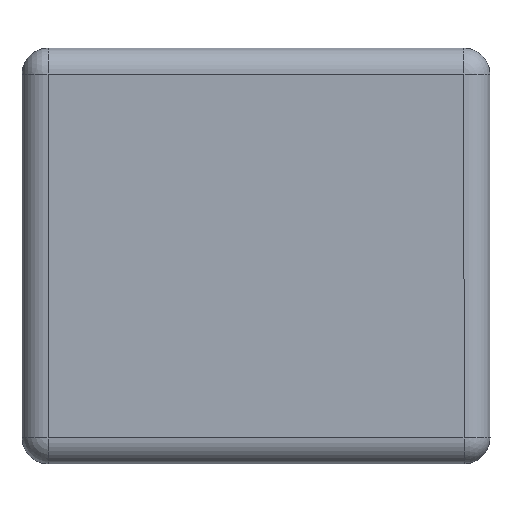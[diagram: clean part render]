
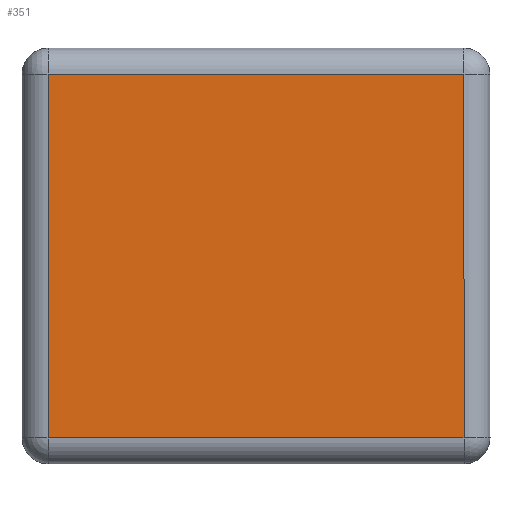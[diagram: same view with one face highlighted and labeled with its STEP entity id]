
A CAD part, left-side view. The second image highlights one B-rep face of the part: STEP entity #351.
In plain terms, the highlighted face is planar.
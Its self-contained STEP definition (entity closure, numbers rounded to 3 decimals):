
#43 = ORIENTED_EDGE ( 'NONE', *, *, #1561, .F. ) ;
#72 = ORIENTED_EDGE ( 'NONE', *, *, #136, .F. ) ;
#136 = EDGE_CURVE ( 'NONE', #2338, #2360, #751, .T. ) ;
#158 = ORIENTED_EDGE ( 'NONE', *, *, #2306, .F. ) ;
#261 = EDGE_CURVE ( 'NONE', #2360, #454, #2093, .T. ) ;
#341 = CARTESIAN_POINT ( 'NONE',  ( 0.8, 0.35, 0.45 ) ) ;
#351 = ADVANCED_FACE ( 'NONE', ( #683 ), #878, .T. ) ;
#378 = DIRECTION ( 'NONE',  ( 0., 0., -1. ) ) ;
#454 = VERTEX_POINT ( 'NONE', #572 ) ;
#572 = CARTESIAN_POINT ( 'NONE',  ( 0.8, -0.35, 0.85 ) ) ;
#683 = FACE_OUTER_BOUND ( 'NONE', #1043, .T. ) ;
#751 = LINE ( 'NONE', #2075, #2521 ) ;
#789 = DIRECTION ( 'NONE',  ( 0., 0., -1. ) ) ;
#793 = DIRECTION ( 'NONE',  ( 1., 0., 0. ) ) ;
#796 = CARTESIAN_POINT ( 'NONE',  ( 0.8, -0.4, 0.45 ) ) ;
#878 = PLANE ( 'NONE',  #2417 ) ;
#886 = DIRECTION ( 'NONE',  ( 0., 1., 0. ) ) ;
#892 = LINE ( 'NONE', #341, #2533 ) ;
#1030 = LINE ( 'NONE', #1273, #2669 ) ;
#1043 = EDGE_LOOP ( 'NONE', ( #1581, #72, #43, #158 ) ) ;
#1094 = CARTESIAN_POINT ( 'NONE',  ( 0.8, -0.35, 0.05 ) ) ;
#1174 = CARTESIAN_POINT ( 'NONE',  ( 0.8, 0.35, 0.05 ) ) ;
#1244 = VECTOR ( 'NONE', #1775, 1000. ) ;
#1273 = CARTESIAN_POINT ( 'NONE',  ( 0.8, -0.4, 0.85 ) ) ;
#1485 = VERTEX_POINT ( 'NONE', #2603 ) ;
#1561 = EDGE_CURVE ( 'NONE', #1485, #2338, #892, .T. ) ;
#1581 = ORIENTED_EDGE ( 'NONE', *, *, #261, .F. ) ;
#1775 = DIRECTION ( 'NONE',  ( 0., 0., 1. ) ) ;
#1882 = CARTESIAN_POINT ( 'NONE',  ( 0.8, -0.35, 0.45 ) ) ;
#2075 = CARTESIAN_POINT ( 'NONE',  ( 0.8, -0.4, 0.05 ) ) ;
#2093 = LINE ( 'NONE', #1882, #1244 ) ;
#2095 = DIRECTION ( 'NONE',  ( 0., -1., 0. ) ) ;
#2306 = EDGE_CURVE ( 'NONE', #454, #1485, #1030, .T. ) ;
#2338 = VERTEX_POINT ( 'NONE', #1174 ) ;
#2360 = VERTEX_POINT ( 'NONE', #1094 ) ;
#2417 = AXIS2_PLACEMENT_3D ( 'NONE', #796, #793, #789 ) ;
#2521 = VECTOR ( 'NONE', #2095, 1000. ) ;
#2533 = VECTOR ( 'NONE', #378, 1000. ) ;
#2603 = CARTESIAN_POINT ( 'NONE',  ( 0.8, 0.35, 0.85 ) ) ;
#2669 = VECTOR ( 'NONE', #886, 1000. ) ;
